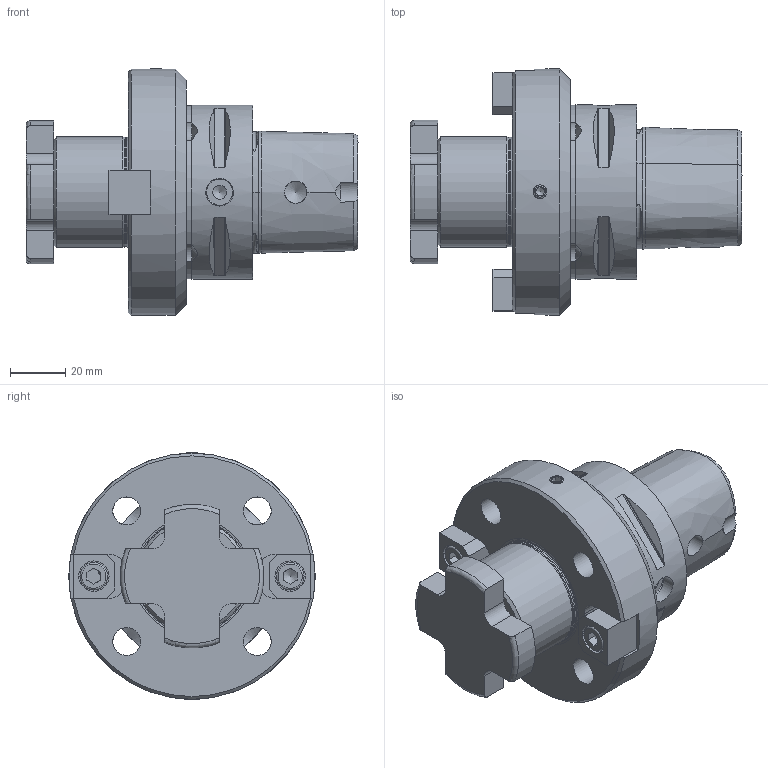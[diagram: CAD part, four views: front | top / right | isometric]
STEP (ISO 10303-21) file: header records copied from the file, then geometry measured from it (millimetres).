
FILE_DESCRIPTION(/* description */ (''),/* implementation_level */ '2;1');
FILE_NAME(/* name */ '06_40_9.stp',/* time_stamp */ '2022-05-25T08:21:35+02:00',/* author */ ('cad'),/* organization */ (''),/* preprocessor_version */ 'ST-DEVELOPER v18.1',/* originating_system */ 'Autodesk Inventor 2021',/* authorisation */ '');
FILE_SCHEMA (('AUTOMOTIVE_DESIGN { 1 0 10303 214 3 1 1 }'));
Length unit declared in the file: inch
Products named in the file (1): 06_40_9_Shrinkwrap_1
Bounding box: 120 x 89 x 89.15 mm (x, y, z)
Volume: 264550.1 mm3; surface area: 47653.8 mm2
Topology: 1 solids, 1 shells, 236 faces, 656 edges, 441 vertices
Faces by surface type: plane 112, cylinder 57, cone 41, torus 14, bspline 12
Full cylindrical faces by diameter (mm): 4.917 x6, 5 x1, 5.1 x2, 8.1 x2, 9 x1, 10 x3, 10.106 x4, 11 x2, 17.294 x1, 18.376 x1, 20.3 x1, 28 x2, 32 x1, 39.6 x1, 40 x2, 63 x1, 89 x1
Entity records: 9301 total; most frequent: CARTESIAN_POINT 2996, ORIENTED_EDGE 1298, DIRECTION 1225, EDGE_CURVE 649, AXIS2_PLACEMENT_3D 487, VERTEX_POINT 441, EDGE_LOOP 272, CIRCLE 254
